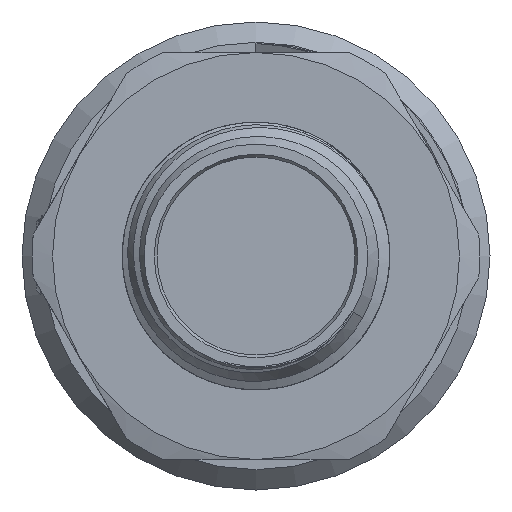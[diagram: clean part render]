
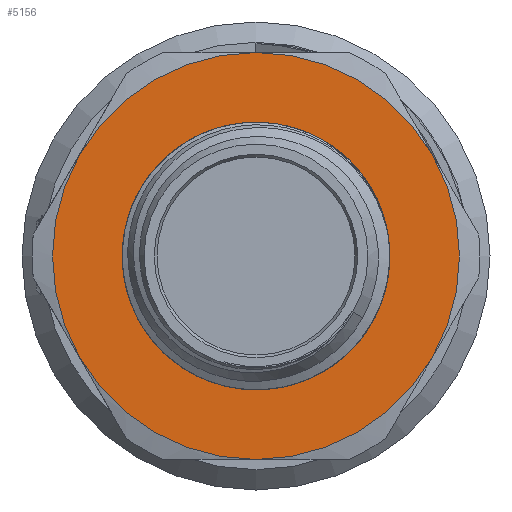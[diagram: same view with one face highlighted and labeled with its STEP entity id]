
A CAD part, left-side view. The second image highlights one B-rep face of the part: STEP entity #5156.
In plain terms, the highlighted planar face has unit normal (-1, 0, 0).
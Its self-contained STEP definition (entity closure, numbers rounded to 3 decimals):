
#265=FACE_BOUND('',#991,.T.);
#353=PLANE('',#5837);
#653=FACE_OUTER_BOUND('',#990,.T.);
#990=EDGE_LOOP('',(#4682,#4683,#4684,#4685,#4686,#4687));
#991=EDGE_LOOP('',(#4688,#4689));
#1272=CIRCLE('',#5723,5.5);
#1273=CIRCLE('',#5724,5.5);
#1335=CIRCLE('',#5820,10.);
#1336=CIRCLE('',#5822,10.);
#1337=CIRCLE('',#5824,10.);
#1338=CIRCLE('',#5826,10.);
#1339=CIRCLE('',#5828,10.);
#1340=CIRCLE('',#5830,10.);
#2377=VERTEX_POINT('',#17683);
#2378=VERTEX_POINT('',#17685);
#2460=VERTEX_POINT('',#18351);
#2461=VERTEX_POINT('',#18355);
#2462=VERTEX_POINT('',#18364);
#2463=VERTEX_POINT('',#18373);
#2464=VERTEX_POINT('',#18382);
#2465=VERTEX_POINT('',#18391);
#3090=EDGE_CURVE('',#2377,#2378,#1272,.T.);
#3091=EDGE_CURVE('',#2378,#2377,#1273,.T.);
#3210=EDGE_CURVE('',#2460,#2461,#1335,.T.);
#3212=EDGE_CURVE('',#2462,#2460,#1336,.T.);
#3215=EDGE_CURVE('',#2463,#2462,#1337,.T.);
#3218=EDGE_CURVE('',#2464,#2463,#1338,.T.);
#3221=EDGE_CURVE('',#2465,#2464,#1339,.T.);
#3224=EDGE_CURVE('',#2461,#2465,#1340,.T.);
#4682=ORIENTED_EDGE('',*,*,#3212,.T.);
#4683=ORIENTED_EDGE('',*,*,#3210,.T.);
#4684=ORIENTED_EDGE('',*,*,#3224,.T.);
#4685=ORIENTED_EDGE('',*,*,#3221,.T.);
#4686=ORIENTED_EDGE('',*,*,#3218,.T.);
#4687=ORIENTED_EDGE('',*,*,#3215,.T.);
#4688=ORIENTED_EDGE('',*,*,#3091,.F.);
#4689=ORIENTED_EDGE('',*,*,#3090,.F.);
#5156=ADVANCED_FACE('',(#653,#265),#353,.F.);
#5723=AXIS2_PLACEMENT_3D('',#17686,#7068,#7069);
#5724=AXIS2_PLACEMENT_3D('',#17687,#7070,#7071);
#5820=AXIS2_PLACEMENT_3D('',#18359,#7291,#7292);
#5822=AXIS2_PLACEMENT_3D('',#18365,#7295,#7296);
#5824=AXIS2_PLACEMENT_3D('',#18374,#7299,#7300);
#5826=AXIS2_PLACEMENT_3D('',#18383,#7303,#7304);
#5828=AXIS2_PLACEMENT_3D('',#18392,#7307,#7308);
#5830=AXIS2_PLACEMENT_3D('',#18400,#7311,#7312);
#5837=AXIS2_PLACEMENT_3D('',#18410,#7325,#7326);
#7068=DIRECTION('center_axis',(-1.,0.,0.));
#7069=DIRECTION('ref_axis',(0.,-0.866,-0.5));
#7070=DIRECTION('center_axis',(-1.,0.,0.));
#7071=DIRECTION('ref_axis',(0.,-0.866,-0.5));
#7291=DIRECTION('center_axis',(-1.,0.,0.));
#7292=DIRECTION('ref_axis',(0.,-0.866,-0.5));
#7295=DIRECTION('center_axis',(-1.,0.,0.));
#7296=DIRECTION('ref_axis',(0.,-0.866,-0.5));
#7299=DIRECTION('center_axis',(-1.,0.,0.));
#7300=DIRECTION('ref_axis',(0.,-0.866,-0.5));
#7303=DIRECTION('center_axis',(-1.,0.,0.));
#7304=DIRECTION('ref_axis',(0.,-0.866,-0.5));
#7307=DIRECTION('center_axis',(-1.,0.,0.));
#7308=DIRECTION('ref_axis',(0.,-0.866,-0.5));
#7311=DIRECTION('center_axis',(-1.,0.,0.));
#7312=DIRECTION('ref_axis',(0.,-0.866,-0.5));
#7325=DIRECTION('center_axis',(1.,0.,0.));
#7326=DIRECTION('ref_axis',(0.,0.866,0.5));
#17683=CARTESIAN_POINT('',(-28.9,4.763,2.75));
#17685=CARTESIAN_POINT('',(-28.9,-4.763,-2.75));
#17686=CARTESIAN_POINT('Origin',(-28.9,0.,
0.));
#17687=CARTESIAN_POINT('Origin',(-28.9,0.,
0.));
#18351=CARTESIAN_POINT('',(-28.9,-8.66,5.));
#18355=CARTESIAN_POINT('',(-28.9,0.,10.));
#18359=CARTESIAN_POINT('Origin',(-28.9,0.,
0.));
#18364=CARTESIAN_POINT('',(-28.9,-8.66,-5.));
#18365=CARTESIAN_POINT('Origin',(-28.9,0.,
0.));
#18373=CARTESIAN_POINT('',(-28.9,0.,-10.));
#18374=CARTESIAN_POINT('Origin',(-28.9,0.,
0.));
#18382=CARTESIAN_POINT('',(-28.9,8.66,-5.));
#18383=CARTESIAN_POINT('Origin',(-28.9,0.,
0.));
#18391=CARTESIAN_POINT('',(-28.9,8.66,5.));
#18392=CARTESIAN_POINT('Origin',(-28.9,0.,
0.));
#18400=CARTESIAN_POINT('Origin',(-28.9,0.,
0.));
#18410=CARTESIAN_POINT('Origin',(-28.9,8.66,5.));
